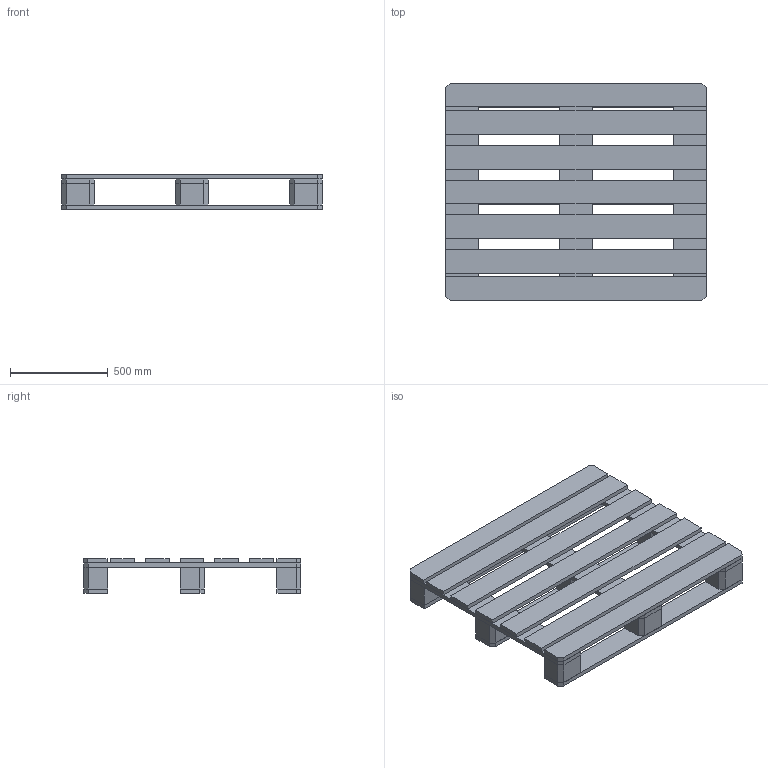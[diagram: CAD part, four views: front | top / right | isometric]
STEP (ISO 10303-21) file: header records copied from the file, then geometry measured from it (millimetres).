
FILE_DESCRIPTION(('FreeCAD Model'),'2;1');
FILE_NAME('Open CASCADE Shape Model','2025-05-09T11:21:21',('FreeCAD'),( 'FreeCAD'),'Open CASCADE STEP processor 7.6','FreeCAD','Unknown');
FILE_SCHEMA(('AUTOMOTIVE_DESIGN { 1 0 10303 214 1 1 1 1 }'));
Length unit declared in the file: millimetre
Products named in the file (1): Open CASCADE STEP translator 7.6 1
Bounding box: 1330.09 x 1112.01 x 177.35 mm (x, y, z)
Surface area: 6050447.4 mm2 (no closed solid volume)
Topology: 0 solids, 172 shells, 172 faces, 768 edges, 768 vertices
Faces by surface type: bspline 172
Entity records: 7112 total; most frequent: CARTESIAN_POINT 2993, ORIENTED_EDGE 768, EDGE_CURVE 768, VERTEX_POINT 768, B_SPLINE_CURVE_WITH_KNOTS 768, SHELL_BASED_SURFACE_MODEL 172, OPEN_SHELL 172, ADVANCED_FACE 172
